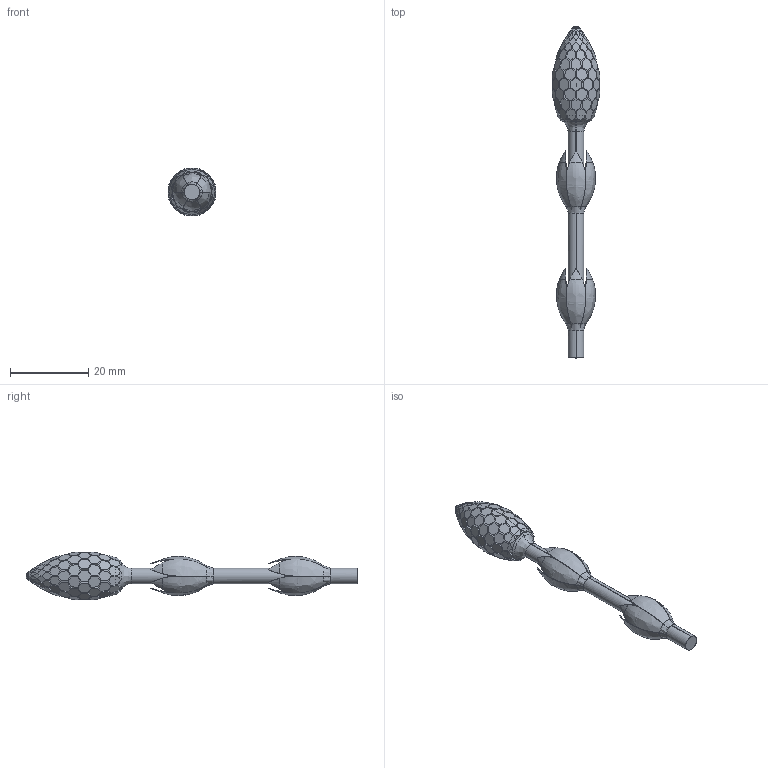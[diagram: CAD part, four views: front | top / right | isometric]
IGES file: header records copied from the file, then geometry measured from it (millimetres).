
Start section: SolidWorks IGES file using analytic representation for surfaces
Global section: file name: HORSETAIL.IGS; native system: SolidWorks 2012; preprocessor: SolidWorks 2012; author: oda; date: 120509.204725; units: millimetre
Bounding box: 12.19 x 84.96 x 12.19 mm (x, y, z)
Surface area: 8259.8 mm2 (no closed solid volume)
Topology: 0 solids, 0 shells, 2436 faces, 15572 edges, 15567 vertices
Faces by surface type: bspline 2344, revolution 92
